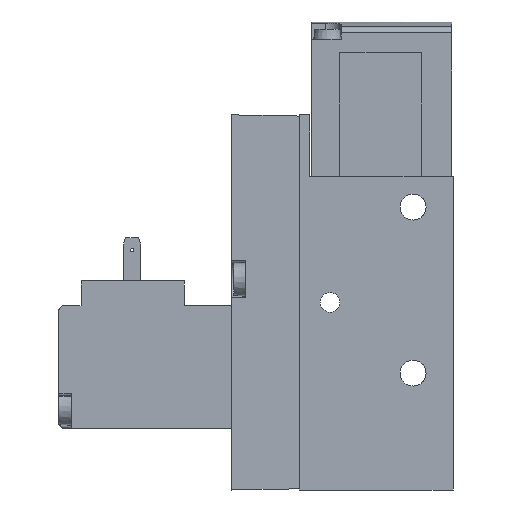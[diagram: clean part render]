
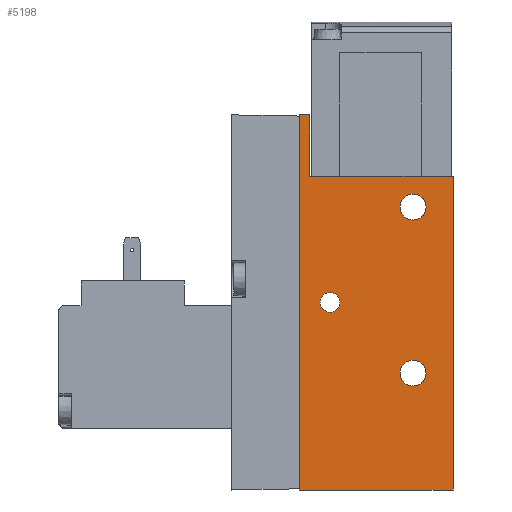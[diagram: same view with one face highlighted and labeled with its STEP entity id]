
A CAD part, left-side view. The second image highlights one B-rep face of the part: STEP entity #5198.
In plain terms, the highlighted planar face has unit normal (-1, 0, 0).
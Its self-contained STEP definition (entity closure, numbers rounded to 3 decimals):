
#171=LINE('',#7102,#501);
#179=LINE('',#7165,#509);
#182=LINE('',#7171,#512);
#201=LINE('',#7206,#531);
#204=LINE('',#7218,#534);
#207=LINE('',#7226,#537);
#501=VECTOR('',#5888,1000.);
#509=VECTOR('',#5906,1000.);
#512=VECTOR('',#5911,1000.);
#531=VECTOR('',#5932,1000.);
#534=VECTOR('',#5943,1000.);
#537=VECTOR('',#5950,1000.);
#929=ORIENTED_EDGE('',*,*,#2003,.T.);
#930=ORIENTED_EDGE('',*,*,#2004,.T.);
#931=ORIENTED_EDGE('',*,*,#2005,.T.);
#932=ORIENTED_EDGE('',*,*,#1934,.F.);
#933=ORIENTED_EDGE('',*,*,#1978,.F.);
#934=ORIENTED_EDGE('',*,*,#1974,.F.);
#935=ORIENTED_EDGE('',*,*,#1968,.F.);
#936=ORIENTED_EDGE('',*,*,#1949,.F.);
#937=ORIENTED_EDGE('',*,*,#1946,.F.);
#1934=EDGE_CURVE('',#2478,#2479,#171,.T.);
#1946=EDGE_CURVE('',#2479,#2490,#179,.T.);
#1949=EDGE_CURVE('',#2490,#2492,#182,.T.);
#1968=EDGE_CURVE('',#2492,#2507,#201,.T.);
#1974=EDGE_CURVE('',#2507,#2512,#204,.T.);
#1978=EDGE_CURVE('',#2512,#2478,#207,.T.);
#2003=EDGE_CURVE('',#2538,#2538,#2835,.T.);
#2004=EDGE_CURVE('',#2539,#2539,#2836,.T.);
#2005=EDGE_CURVE('',#2540,#2540,#2837,.T.);
#2478=VERTEX_POINT('',#7103);
#2479=VERTEX_POINT('',#7104);
#2490=VERTEX_POINT('',#7166);
#2492=VERTEX_POINT('',#7172);
#2507=VERTEX_POINT('',#7207);
#2512=VERTEX_POINT('',#7219);
#2538=VERTEX_POINT('',#7277);
#2539=VERTEX_POINT('',#7279);
#2540=VERTEX_POINT('',#7281);
#2835=CIRCLE('',#5437,1.6);
#2836=CIRCLE('',#5438,2.1);
#2837=CIRCLE('',#5439,2.1);
#3053=EDGE_LOOP('',(#929));
#3054=EDGE_LOOP('',(#930));
#3055=EDGE_LOOP('',(#931));
#3056=EDGE_LOOP('',(#932,#933,#934,#935,#936,#937));
#3325=FACE_BOUND('',#3053,.T.);
#3326=FACE_BOUND('',#3054,.T.);
#3327=FACE_BOUND('',#3055,.T.);
#3328=FACE_BOUND('',#3056,.T.);
#3581=PLANE('',#5436);
#5198=ADVANCED_FACE('',(#3325,#3326,#3327,#3328),#3581,.F.);
#5436=AXIS2_PLACEMENT_3D('',#7275,#5982,#5983);
#5437=AXIS2_PLACEMENT_3D('',#7276,#5984,#5985);
#5438=AXIS2_PLACEMENT_3D('',#7278,#5986,#5987);
#5439=AXIS2_PLACEMENT_3D('',#7280,#5988,#5989);
#5888=DIRECTION('',(0.,0.,1.));
#5906=DIRECTION('',(0.,-1.,0.));
#5911=DIRECTION('',(0.,0.,-1.));
#5932=DIRECTION('',(0.,-1.,0.));
#5943=DIRECTION('',(0.,0.,-1.));
#5950=DIRECTION('',(0.,1.,0.));
#5982=DIRECTION('',(1.,0.,0.));
#5983=DIRECTION('',(0.,0.,-1.));
#5984=DIRECTION('',(1.,0.,0.));
#5985=DIRECTION('',(0.,0.,-1.));
#5986=DIRECTION('',(1.,0.,0.));
#5987=DIRECTION('',(0.,0.,-1.));
#5988=DIRECTION('',(1.,0.,0.));
#5989=DIRECTION('',(0.,0.,-1.));
#7102=CARTESIAN_POINT('',(-9.,25.,0.));
#7103=CARTESIAN_POINT('',(-9.,25.,0.));
#7104=CARTESIAN_POINT('',(-9.,25.,61.));
#7165=CARTESIAN_POINT('',(-9.,25.,61.));
#7166=CARTESIAN_POINT('',(-9.,23.3,61.));
#7171=CARTESIAN_POINT('',(-9.,23.3,61.));
#7172=CARTESIAN_POINT('',(-9.,23.3,51.));
#7206=CARTESIAN_POINT('',(-9.,23.3,51.));
#7207=CARTESIAN_POINT('',(-9.,0.,51.));
#7218=CARTESIAN_POINT('',(-9.,0.,51.));
#7219=CARTESIAN_POINT('',(-9.,0.,0.));
#7226=CARTESIAN_POINT('',(-9.,0.,0.));
#7275=CARTESIAN_POINT('',(-9.,0.,0.));
#7276=CARTESIAN_POINT('',(-9.,20.,30.5));
#7277=CARTESIAN_POINT('',(-9.,20.,28.9));
#7278=CARTESIAN_POINT('',(-9.,6.5,46.));
#7279=CARTESIAN_POINT('',(-9.,6.5,43.9));
#7280=CARTESIAN_POINT('',(-9.,6.5,19.));
#7281=CARTESIAN_POINT('',(-9.,6.5,16.9));
